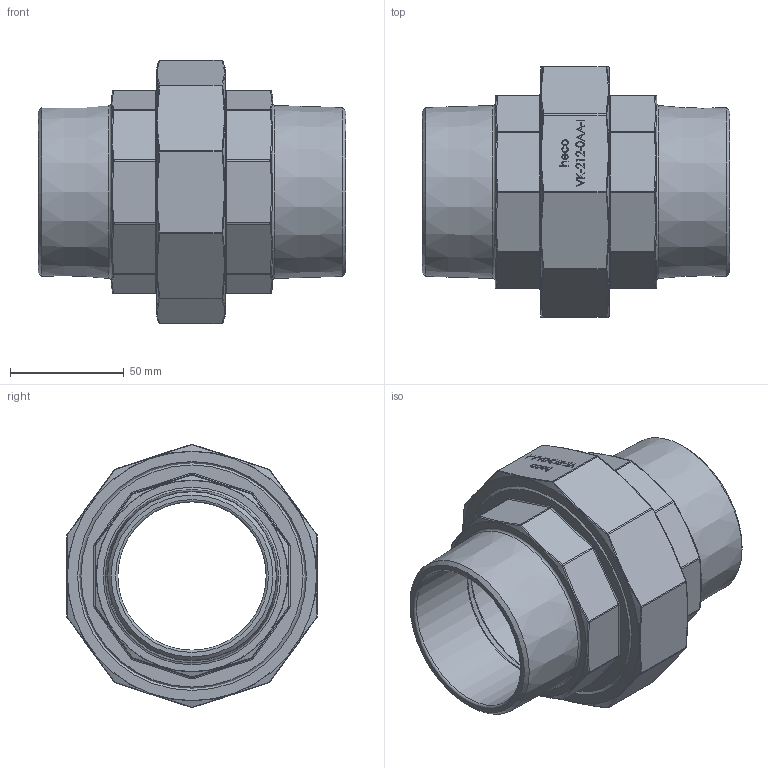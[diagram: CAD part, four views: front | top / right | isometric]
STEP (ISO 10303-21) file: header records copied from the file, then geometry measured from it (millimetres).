
FILE_DESCRIPTION (( 'STEP AP214' ), '1' );
FILE_NAME ('VK-212-0AA-I Verschraubung konisch 2202.STEP', '2022-02-11T09:07:43', ( '' ), ( '' ), 'SwSTEP 2.0', 'SolidWorks 2019', '' );
FILE_SCHEMA (( 'AUTOMOTIVE_DESIGN' ));
Length unit declared in the file: millimetre
Products named in the file (1): VK-212-0AA-I Verschraubung konisch 2202
Bounding box: 135 x 110 x 115.56 mm (x, y, z)
Volume: 317513.1 mm3; surface area: 104824.4 mm2
Topology: 3 solids, 3 shells, 415 faces, 996 edges, 616 vertices
Faces by surface type: plane 152, bspline 136, cylinder 61, torus 49, cone 17
Full cylindrical faces by diameter (mm): 65 x2, 70 x2, 75.5 x2, 91 x1, 92 x1, 96.5 x1, 97.37 x1, 100.33 x1
Entity records: 21020 total; most frequent: CARTESIAN_POINT 8007, ORIENTED_EDGE 1834, DIRECTION 1433, EDGE_CURVE 917, VERTEX_POINT 594, AXIS2_PLACEMENT_3D 508, EDGE_LOOP 507, FACE_OUTER_BOUND 455
